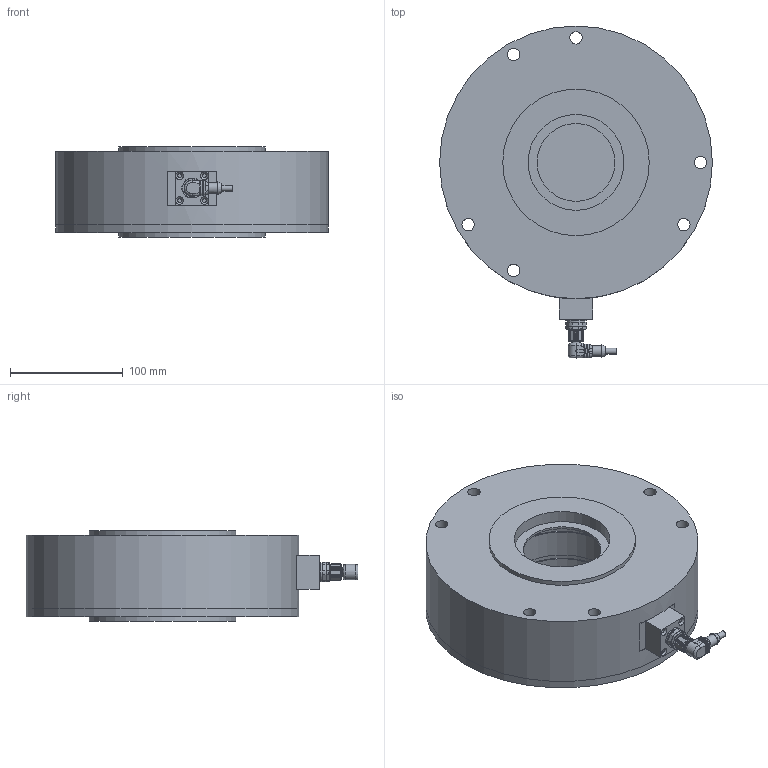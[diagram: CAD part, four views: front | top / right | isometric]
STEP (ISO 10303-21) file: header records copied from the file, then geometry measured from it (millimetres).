
FILE_DESCRIPTION (( 'STEP AP203' ), '1' );
FILE_NAME ('a_BZA4-55-1000N...5000N-S2.STEP', '2024-12-17T16:17:56', ( '' ), ( '' ), 'SwSTEP 2.0', 'SolidWorks 2023', '' );
FILE_SCHEMA (( 'CONFIG_CONTROL_DESIGN' ));
Length unit declared in the file: millimetre
Products named in the file (9): K01536Z3; X02163Z1 Einschraubstecker M16x1,5 EC-FSD4-0,5_16 8027469(2); a_BZA4 innenring_für Lager 2310; X02295Z1 Kabelbuchse gewinkelt M12 (HoTec); a_BZA4 Außenring; Anschlusskästchen mit M16; a_BZA4-55-1000N...5000N-S2; Option S2_mit Abgleichkästchen; a_BZA4 Deckel
Assembly tree (8 placements, depth 3):
  a_BZA4-55-1000N...5000N-S2
    a_BZA4 innenring_für Lager 2310
    a_BZA4 Außenring
    a_BZA4 Deckel
    Anschlusskästchen mit M16
      K01536Z3
    Option S2_mit Abgleichkästchen
      X02295Z1 Kabelbuchse gewinkelt M12 (HoTec)
      X02163Z1 Einschraubstecker M16x1,5 EC-FSD4-0,5_16 8027469(2)
Bounding box: 242 x 294.45 x 80 mm (x, y, z)
Volume: 2778840.3 mm3; surface area: 396162.3 mm2
Topology: 6 solids, 11 shells, 734 faces, 1917 edges, 1240 vertices
Faces by surface type: plane 387, cylinder 203, cone 78, bspline 63, torus 3
Full cylindrical faces by diameter (mm): 1 x8, 1.1 x4, 1.15 x4, 1.2 x1, 1.5 x4, 1.55 x8, 1.6 x8, 1.85 x4, 3.4 x4, 4.2 x3, 5.2 x1, 7.65 x1, 8.375 x1, 8.42 x1, 9.22 x1, 9.3 x1, 9.6 x1, 9.7 x1, 9.95 x1, 10.4 x1, 10.8 x1, 11 x13, 12 x1, 13.5 x2, 14 x1, 14.5 x1, 16 x1, 16.7 x1, 24 x1, 69 x1
Entity records: 25641 total; most frequent: CARTESIAN_POINT 8040, ORIENTED_EDGE 3420, DIRECTION 3211, EDGE_CURVE 1710, VERTEX_POINT 1176, AXIS2_PLACEMENT_3D 1172, EDGE_LOOP 968, VECTOR 867
